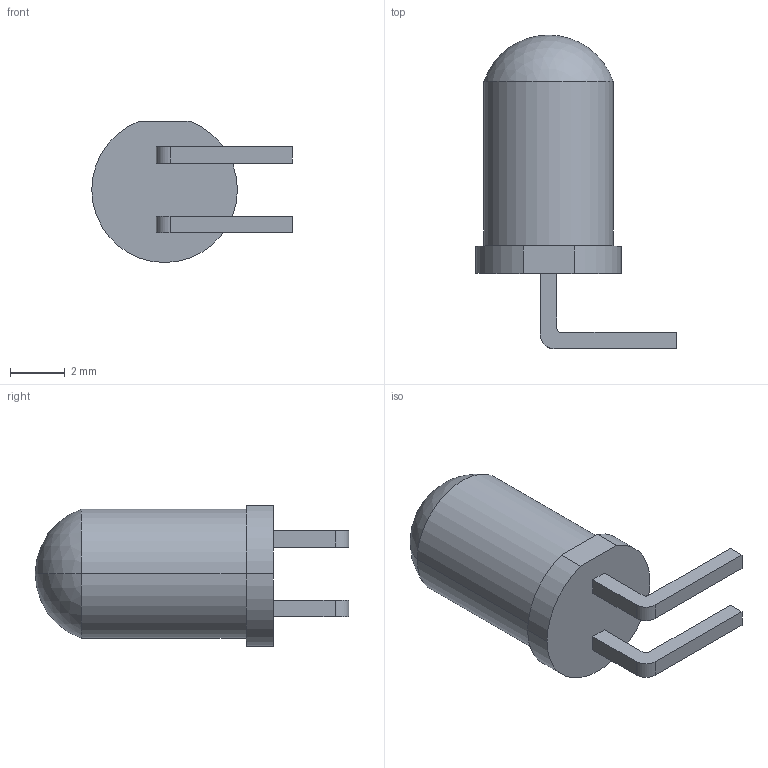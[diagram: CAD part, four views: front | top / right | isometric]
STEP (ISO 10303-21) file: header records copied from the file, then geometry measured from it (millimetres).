
FILE_DESCRIPTION (( 'STEP AP203' ), '1' );
FILE_NAME ('led.STEP', '2022-01-10T21:18:00', ( '' ), ( '' ), 'SwSTEP 2.0', 'SolidWorks 2021', '' );
FILE_SCHEMA (( 'CONFIG_CONTROL_DESIGN' ));
Length unit declared in the file: millimetre
Products named in the file (1): led
Bounding box: 7.32 x 11.45 x 5.15 mm (x, y, z)
Volume: 149.3 mm3; surface area: 192.2 mm2
Topology: 1 solids, 1 shells, 28 faces, 68 edges, 45 vertices
Faces by surface type: plane 17, cylinder 9, sphere 2
Entity records: 901 total; most frequent: DIRECTION 146, CARTESIAN_POINT 142, ORIENTED_EDGE 136, EDGE_CURVE 68, AXIS2_PLACEMENT_3D 49, LINE 48, VECTOR 48, VERTEX_POINT 45
